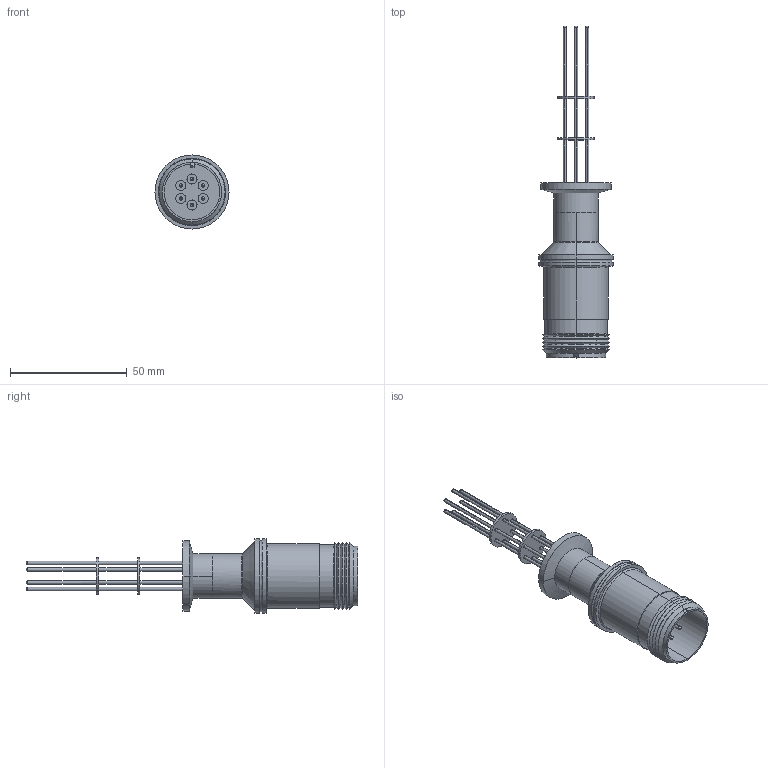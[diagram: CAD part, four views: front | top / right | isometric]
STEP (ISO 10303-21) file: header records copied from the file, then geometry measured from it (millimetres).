
FILE_DESCRIPTION (( 'STEP AP203' ), '1' );
FILE_NAME ('A0197-8-QF.STEP', '2013-03-13T16:41:47', ( '' ), ( '' ), 'SwSTEP 2.0', 'SolidWorks 2012', '' );
FILE_SCHEMA (( 'CONFIG_CONTROL_DESIGN' ));
Length unit declared in the file: inch
Products named in the file (1): A0197-8-QF
Bounding box: 31.75 x 142.11 x 31.75 mm (x, y, z)
Volume: 13285.7 mm3; surface area: 21320.4 mm2
Topology: 1 solids, 1 shells, 242 faces, 543 edges, 351 vertices
Faces by surface type: cylinder 122, plane 62, bspline 32, cone 26
Entity records: 7554 total; most frequent: CARTESIAN_POINT 1918, DIRECTION 1270, ORIENTED_EDGE 1086, AXIS2_PLACEMENT_3D 551, EDGE_CURVE 543, VERTEX_POINT 351, CIRCLE 340, EDGE_LOOP 310
